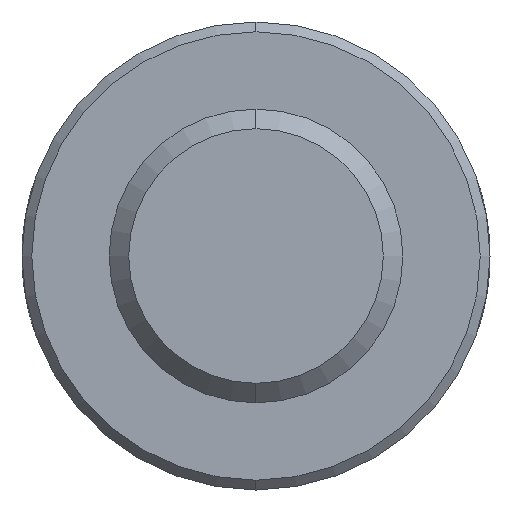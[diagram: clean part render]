
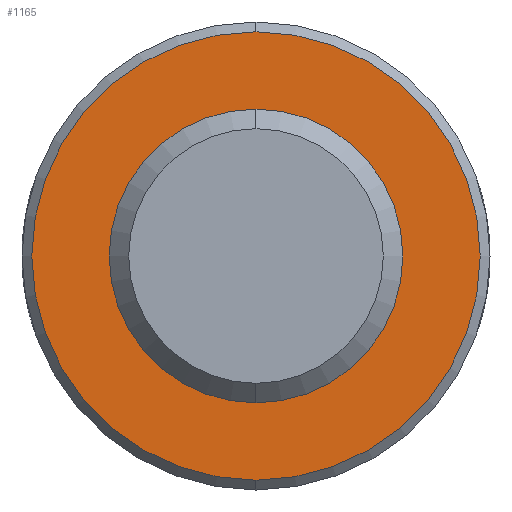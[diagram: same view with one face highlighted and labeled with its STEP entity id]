
A CAD part, left-side view. The second image highlights one B-rep face of the part: STEP entity #1165.
In plain terms, the highlighted planar face has unit normal (-1, 0, 0).
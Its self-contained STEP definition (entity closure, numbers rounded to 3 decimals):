
#34 = CARTESIAN_POINT ( 'NONE',  ( 116.86, 0., 0. ) ) ;
#61 = ORIENTED_EDGE ( 'NONE', *, *, #1906, .F. ) ;
#81 = CIRCLE ( 'NONE', #3679, 7.5 ) ;
#120 = AXIS2_PLACEMENT_3D ( 'NONE', #2608, #3017, #1514 ) ;
#200 = ORIENTED_EDGE ( 'NONE', *, *, #3010, .F. ) ;
#265 = AXIS2_PLACEMENT_3D ( 'NONE', #34, #943, #616 ) ;
#397 = DIRECTION ( 'NONE',  ( -1., 0., 0. ) ) ;
#616 = DIRECTION ( 'NONE',  ( 0., 0., -1. ) ) ;
#767 = PLANE ( 'NONE',  #120 ) ;
#789 = DIRECTION ( 'NONE',  ( 0., 0., -1. ) ) ;
#795 = AXIS2_PLACEMENT_3D ( 'NONE', #2764, #397, #1565 ) ;
#802 = CARTESIAN_POINT ( 'NONE',  ( 116.86, 0., 11.45 ) ) ;
#838 = CIRCLE ( 'NONE', #265, 11.45 ) ;
#943 = DIRECTION ( 'NONE',  ( -1., 0., 0. ) ) ;
#1016 = CIRCLE ( 'NONE', #1072, 11.45 ) ;
#1072 = AXIS2_PLACEMENT_3D ( 'NONE', #3768, #1949, #789 ) ;
#1088 = ORIENTED_EDGE ( 'NONE', *, *, #2460, .T. ) ;
#1132 = VERTEX_POINT ( 'NONE', #2593 ) ;
#1165 = ADVANCED_FACE ( 'NONE', ( #1803, #3223 ), #767, .F. ) ;
#1191 = EDGE_CURVE ( 'NONE', #1222, #2570, #838, .T. ) ;
#1222 = VERTEX_POINT ( 'NONE', #3026 ) ;
#1514 = DIRECTION ( 'NONE',  ( 0., 0., -1. ) ) ;
#1565 = DIRECTION ( 'NONE',  ( 0., 0., 1. ) ) ;
#1583 = CARTESIAN_POINT ( 'NONE',  ( 116.86, 0., -7.5 ) ) ;
#1803 = FACE_OUTER_BOUND ( 'NONE', #3334, .T. ) ;
#1809 = DIRECTION ( 'NONE',  ( 0., 0., 1. ) ) ;
#1906 = EDGE_CURVE ( 'NONE', #2305, #1132, #2790, .T. ) ;
#1949 = DIRECTION ( 'NONE',  ( -1., 0., 0. ) ) ;
#2149 = ORIENTED_EDGE ( 'NONE', *, *, #1191, .T. ) ;
#2305 = VERTEX_POINT ( 'NONE', #1583 ) ;
#2460 = EDGE_CURVE ( 'NONE', #2570, #1222, #1016, .T. ) ;
#2570 = VERTEX_POINT ( 'NONE', #802 ) ;
#2593 = CARTESIAN_POINT ( 'NONE',  ( 116.86, 0., 7.5 ) ) ;
#2608 = CARTESIAN_POINT ( 'NONE',  ( 116.86, 7.5, 0. ) ) ;
#2672 = EDGE_LOOP ( 'NONE', ( #200, #61 ) ) ;
#2764 = CARTESIAN_POINT ( 'NONE',  ( 116.86, 0., 0. ) ) ;
#2790 = CIRCLE ( 'NONE', #795, 7.5 ) ;
#3010 = EDGE_CURVE ( 'NONE', #1132, #2305, #81, .T. ) ;
#3017 = DIRECTION ( 'NONE',  ( 1., 0., 0. ) ) ;
#3026 = CARTESIAN_POINT ( 'NONE',  ( 116.86, 0., -11.45 ) ) ;
#3223 = FACE_BOUND ( 'NONE', #2672, .T. ) ;
#3330 = DIRECTION ( 'NONE',  ( -1., 0., 0. ) ) ;
#3334 = EDGE_LOOP ( 'NONE', ( #2149, #1088 ) ) ;
#3343 = CARTESIAN_POINT ( 'NONE',  ( 116.86, 0., 0. ) ) ;
#3679 = AXIS2_PLACEMENT_3D ( 'NONE', #3343, #3330, #1809 ) ;
#3768 = CARTESIAN_POINT ( 'NONE',  ( 116.86, 0., 0. ) ) ;
